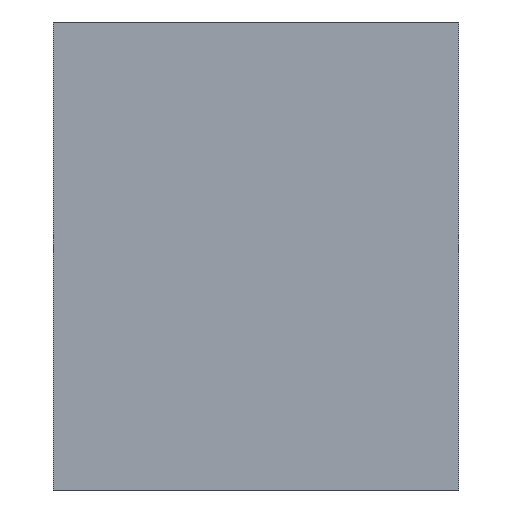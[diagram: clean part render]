
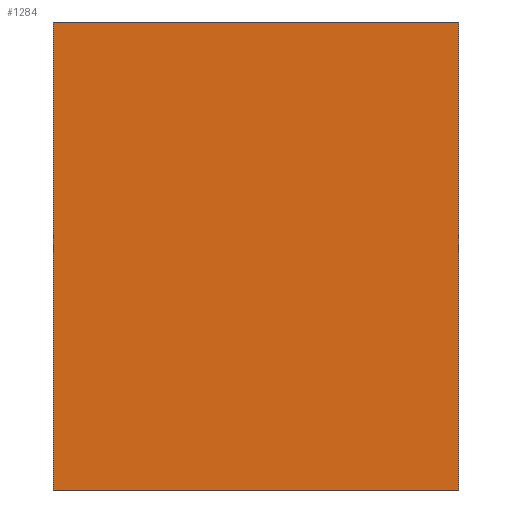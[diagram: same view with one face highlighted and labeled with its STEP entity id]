
A CAD part, left-side view. The second image highlights one B-rep face of the part: STEP entity #1284.
In plain terms, the highlighted planar face has unit normal (-1, 0, 0).
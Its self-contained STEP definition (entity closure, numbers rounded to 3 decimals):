
#132=FACE_OUTER_BOUND('',#208,.T.);
#208=EDGE_LOOP('',(#1150,#1151,#1152,#1153));
#373=LINE('',#2425,#491);
#377=LINE('',#2432,#495);
#385=LINE('',#2446,#503);
#387=LINE('',#2449,#505);
#491=VECTOR('',#1542,10.);
#495=VECTOR('',#1548,10.);
#503=VECTOR('',#1558,10.);
#505=VECTOR('',#1562,10.);
#621=VERTEX_POINT('',#2422);
#622=VERTEX_POINT('',#2424);
#624=VERTEX_POINT('',#2431);
#625=VERTEX_POINT('',#2436);
#791=EDGE_CURVE('',#622,#621,#373,.T.);
#795=EDGE_CURVE('',#622,#624,#377,.T.);
#803=EDGE_CURVE('',#624,#625,#385,.T.);
#805=EDGE_CURVE('',#621,#625,#387,.T.);
#1150=ORIENTED_EDGE('',*,*,#791,.T.);
#1151=ORIENTED_EDGE('',*,*,#805,.T.);
#1152=ORIENTED_EDGE('',*,*,#803,.F.);
#1153=ORIENTED_EDGE('',*,*,#795,.F.);
#1205=PLANE('',#1368);
#1284=ADVANCED_FACE('',(#132),#1205,.T.);
#1368=AXIS2_PLACEMENT_3D('',#2454,#1569,#1570);
#1542=DIRECTION('',(0.,-1.,0.));
#1548=DIRECTION('',(0.,0.,1.));
#1558=DIRECTION('',(0.,-1.,0.));
#1562=DIRECTION('',(0.,0.,1.));
#1569=DIRECTION('center_axis',(-1.,0.,0.));
#1570=DIRECTION('ref_axis',(0.,-1.,0.));
#2422=CARTESIAN_POINT('',(0.,0.,0.));
#2424=CARTESIAN_POINT('',(0.,0.26,0.));
#2425=CARTESIAN_POINT('',(0.,0.26,0.));
#2431=CARTESIAN_POINT('',(0.,0.26,0.3));
#2432=CARTESIAN_POINT('',(0.,0.26,0.));
#2436=CARTESIAN_POINT('',(0.,0.,0.3));
#2446=CARTESIAN_POINT('',(0.,0.26,0.3));
#2449=CARTESIAN_POINT('',(0.,0.,0.));
#2454=CARTESIAN_POINT('Origin',(0.,0.26,0.));
